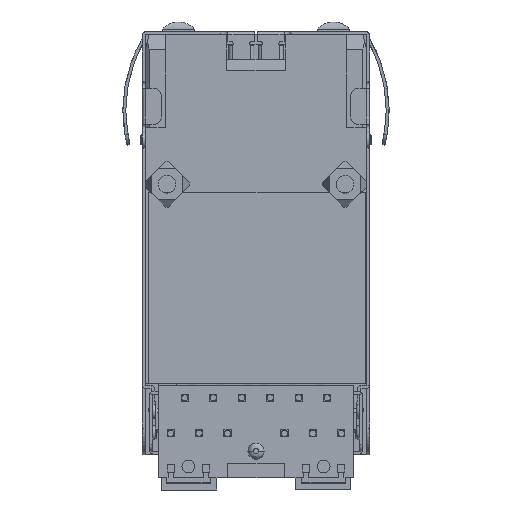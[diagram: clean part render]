
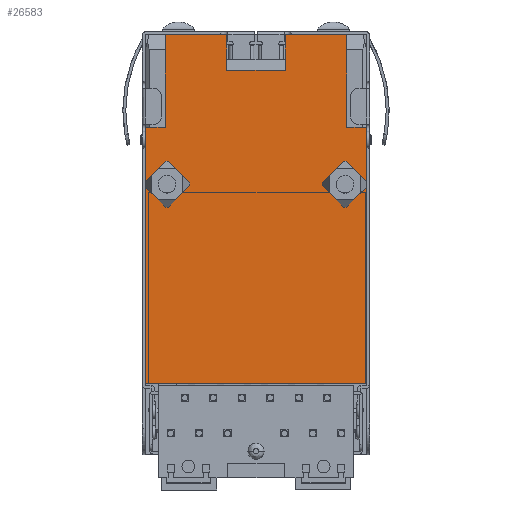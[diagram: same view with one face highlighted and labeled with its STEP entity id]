
A CAD part, front view. The second image highlights one B-rep face of the part: STEP entity #26583.
In plain terms, the highlighted planar face has unit normal (0, -1, 0).
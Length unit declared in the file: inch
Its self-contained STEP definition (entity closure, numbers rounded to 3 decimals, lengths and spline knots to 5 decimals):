
#273=LINE('',#36139,#2182);
#277=LINE('',#36190,#2186);
#279=LINE('',#36194,#2188);
#280=LINE('',#36202,#2189);
#282=LINE('',#36217,#2191);
#284=LINE('',#36221,#2193);
#285=LINE('',#36222,#2194);
#451=LINE('',#37756,#2360);
#452=LINE('',#37763,#2361);
#453=LINE('',#37774,#2362);
#456=LINE('',#37822,#2365);
#460=LINE('',#37837,#2369);
#462=LINE('',#37841,#2371);
#465=LINE('',#37878,#2374);
#468=LINE('',#37887,#2377);
#471=LINE('',#37898,#2380);
#472=LINE('',#37899,#2381);
#2182=VECTOR('',#30114,39.37008);
#2186=VECTOR('',#30134,39.37008);
#2188=VECTOR('',#30138,39.37008);
#2189=VECTOR('',#30143,39.37008);
#2191=VECTOR('',#30149,39.37008);
#2193=VECTOR('',#30153,39.37008);
#2194=VECTOR('',#30154,39.37008);
#2360=VECTOR('',#30744,39.37008);
#2361=VECTOR('',#30747,39.37008);
#2362=VECTOR('',#30750,39.37008);
#2365=VECTOR('',#30773,39.37008);
#2369=VECTOR('',#30783,39.37008);
#2371=VECTOR('',#30787,39.37008);
#2374=VECTOR('',#30796,39.37008);
#2377=VECTOR('',#30803,39.37008);
#2380=VECTOR('',#30810,39.37008);
#2381=VECTOR('',#30811,39.37008);
#4098=B_SPLINE_CURVE_WITH_KNOTS('',1,(#35899,#35900),.UNSPECIFIED.,.F.,
 .F.,(2,2),(0.,1.),.UNSPECIFIED.);
#4103=B_SPLINE_CURVE_WITH_KNOTS('',3,(#35918,#35919,#35920,#35921),
 .UNSPECIFIED.,.F.,.F.,(4,4),(0.,1.),.UNSPECIFIED.);
#4156=B_SPLINE_CURVE_WITH_KNOTS('',1,(#36147,#36148),.UNSPECIFIED.,.F.,
 .F.,(2,2),(0.,1.),.UNSPECIFIED.);
#4159=B_SPLINE_CURVE_WITH_KNOTS('',1,(#36157,#36158),.UNSPECIFIED.,.F.,
 .F.,(2,2),(0.,1.),.UNSPECIFIED.);
#4462=B_SPLINE_CURVE_WITH_KNOTS('',1,(#37655,#37656),.UNSPECIFIED.,.F.,
 .F.,(2,2),(0.,1.),.UNSPECIFIED.);
#4476=B_SPLINE_CURVE_WITH_KNOTS('',1,(#37728,#37729),.UNSPECIFIED.,.F.,
 .F.,(2,2),(0.,1.),.UNSPECIFIED.);
#4478=B_SPLINE_CURVE_WITH_KNOTS('',1,(#37737,#37738),.UNSPECIFIED.,.F.,
 .F.,(2,2),(0.,1.),.UNSPECIFIED.);
#4494=B_SPLINE_CURVE_WITH_KNOTS('',1,(#37804,#37805),.UNSPECIFIED.,.F.,
 .F.,(2,2),(0.,1.),.UNSPECIFIED.);
#4496=B_SPLINE_CURVE_WITH_KNOTS('',1,(#37812,#37813),.UNSPECIFIED.,.F.,
 .F.,(2,2),(0.,1.),.UNSPECIFIED.);
#4499=B_SPLINE_CURVE_WITH_KNOTS('',1,(#37823,#37824),.UNSPECIFIED.,.F.,
 .F.,(2,2),(0.,1.),.UNSPECIFIED.);
#4509=B_SPLINE_CURVE_WITH_KNOTS('',1,(#37884,#37885),.UNSPECIFIED.,.F.,
 .F.,(2,2),(0.,1.),.UNSPECIFIED.);
#7654=ORIENTED_EDGE('',*,*,#14789,.F.);
#7655=ORIENTED_EDGE('',*,*,#14770,.T.);
#7656=ORIENTED_EDGE('',*,*,#14768,.F.);
#7657=ORIENTED_EDGE('',*,*,#14763,.T.);
#7658=ORIENTED_EDGE('',*,*,#14756,.T.);
#7659=ORIENTED_EDGE('',*,*,#14759,.F.);
#7660=ORIENTED_EDGE('',*,*,#14729,.F.);
#7661=ORIENTED_EDGE('',*,*,#14733,.F.);
#7662=ORIENTED_EDGE('',*,*,#14739,.F.);
#7663=ORIENTED_EDGE('',*,*,#14742,.T.);
#7664=ORIENTED_EDGE('',*,*,#14746,.T.);
#7665=ORIENTED_EDGE('',*,*,#14762,.T.);
#7666=ORIENTED_EDGE('',*,*,#14705,.T.);
#7667=ORIENTED_EDGE('',*,*,#14214,.F.);
#7668=ORIENTED_EDGE('',*,*,#14206,.F.);
#7669=ORIENTED_EDGE('',*,*,#14211,.T.);
#7670=ORIENTED_EDGE('',*,*,#14201,.T.);
#7671=ORIENTED_EDGE('',*,*,#14203,.T.);
#7672=ORIENTED_EDGE('',*,*,#14182,.T.);
#7673=ORIENTED_EDGE('',*,*,#14185,.F.);
#7674=ORIENTED_EDGE('',*,*,#14188,.F.);
#7675=ORIENTED_EDGE('',*,*,#14213,.F.);
#7676=ORIENTED_EDGE('',*,*,#14107,.F.);
#7677=ORIENTED_EDGE('',*,*,#14113,.F.);
#7678=ORIENTED_EDGE('',*,*,#14790,.F.);
#7679=ORIENTED_EDGE('',*,*,#14785,.T.);
#7680=ORIENTED_EDGE('',*,*,#14784,.F.);
#7681=ORIENTED_EDGE('',*,*,#14781,.F.);
#14107=EDGE_CURVE('',#18576,#18577,#4098,.T.);
#14113=EDGE_CURVE('',#18580,#18576,#4103,.T.);
#14182=EDGE_CURVE('',#18638,#18637,#273,.T.);
#14185=EDGE_CURVE('',#18639,#18637,#4156,.T.);
#14188=EDGE_CURVE('',#18642,#18639,#4159,.T.);
#14201=EDGE_CURVE('',#18651,#18650,#277,.T.);
#14203=EDGE_CURVE('',#18650,#18638,#279,.F.);
#14206=EDGE_CURVE('',#18653,#18654,#280,.F.);
#14211=EDGE_CURVE('',#18653,#18651,#282,.F.);
#14213=EDGE_CURVE('',#18577,#18642,#284,.F.);
#14214=EDGE_CURVE('',#18654,#18657,#285,.F.);
#14705=EDGE_CURVE('',#18974,#18657,#4462,.T.);
#14729=EDGE_CURVE('',#18989,#18990,#4476,.T.);
#14733=EDGE_CURVE('',#18991,#18989,#4478,.T.);
#14739=EDGE_CURVE('',#18996,#18991,#451,.F.);
#14742=EDGE_CURVE('',#18996,#18997,#452,.F.);
#14746=EDGE_CURVE('',#18997,#19000,#453,.T.);
#14756=EDGE_CURVE('',#19008,#19007,#4494,.T.);
#14759=EDGE_CURVE('',#18990,#19007,#4496,.T.);
#14762=EDGE_CURVE('',#19000,#18974,#456,.T.);
#14763=EDGE_CURVE('',#19010,#19008,#4499,.T.);
#14768=EDGE_CURVE('',#19010,#19012,#460,.T.);
#14770=EDGE_CURVE('',#19013,#19012,#462,.T.);
#14781=EDGE_CURVE('',#19021,#19022,#465,.F.);
#14784=EDGE_CURVE('',#19022,#19023,#4509,.T.);
#14785=EDGE_CURVE('',#19024,#19023,#468,.T.);
#14789=EDGE_CURVE('',#19013,#19021,#471,.T.);
#14790=EDGE_CURVE('',#19024,#18580,#472,.T.);
#18576=VERTEX_POINT('',#35901);
#18577=VERTEX_POINT('',#35902);
#18580=VERTEX_POINT('',#35917);
#18637=VERTEX_POINT('',#36138);
#18638=VERTEX_POINT('',#36140);
#18639=VERTEX_POINT('',#36146);
#18642=VERTEX_POINT('',#36156);
#18650=VERTEX_POINT('',#36189);
#18651=VERTEX_POINT('',#36191);
#18653=VERTEX_POINT('',#36203);
#18654=VERTEX_POINT('',#36204);
#18657=VERTEX_POINT('',#36223);
#18974=VERTEX_POINT('',#37657);
#18989=VERTEX_POINT('',#37727);
#18990=VERTEX_POINT('',#37730);
#18991=VERTEX_POINT('',#37736);
#18996=VERTEX_POINT('',#37755);
#18997=VERTEX_POINT('',#37762);
#19000=VERTEX_POINT('',#37773);
#19007=VERTEX_POINT('',#37803);
#19008=VERTEX_POINT('',#37806);
#19010=VERTEX_POINT('',#37825);
#19012=VERTEX_POINT('',#37838);
#19013=VERTEX_POINT('',#37842);
#19021=VERTEX_POINT('',#37877);
#19022=VERTEX_POINT('',#37879);
#19023=VERTEX_POINT('',#37883);
#19024=VERTEX_POINT('',#37888);
#22320=EDGE_LOOP('',(#7654,#7655,#7656,#7657,#7658,#7659,#7660,#7661,#7662,
#7663,#7664,#7665,#7666,#7667,#7668,#7669,#7670,#7671,#7672,#7673,#7674,
#7675,#7676,#7677,#7678,#7679,#7680,#7681));
#23890=FACE_BOUND('',#22320,.T.);
#25417=PLANE('',#28377);
#26583=ADVANCED_FACE('',(#23890),#25417,.F.);
#28377=AXIS2_PLACEMENT_3D('',#37897,#30808,#30809);
#30114=DIRECTION('',(0.707,0.,0.707));
#30134=DIRECTION('',(-0.707,0.,0.707));
#30138=DIRECTION('',(0.,0.,-1.));
#30143=DIRECTION('',(-0.707,0.,-0.707));
#30149=DIRECTION('',(1.,0.,0.));
#30153=DIRECTION('',(0.,0.,1.));
#30154=DIRECTION('',(0.,0.,1.));
#30744=DIRECTION('',(-0.707,0.,-0.707));
#30747=DIRECTION('',(1.,0.,0.));
#30750=DIRECTION('',(-0.707,0.,0.707));
#30773=DIRECTION('',(0.,0.,-1.));
#30783=DIRECTION('',(1.,0.,0.));
#30787=DIRECTION('',(0.,0.,-1.));
#30796=DIRECTION('',(0.,0.,1.));
#30803=DIRECTION('',(0.,0.,-1.));
#30808=DIRECTION('',(0.,1.,0.));
#30809=DIRECTION('',(1.,0.,0.));
#30810=DIRECTION('',(1.,0.,0.));
#30811=DIRECTION('',(1.,0.,0.));
#35899=CARTESIAN_POINT('',(0.255,-0.039,-0.26));
#35900=CARTESIAN_POINT('',(0.31,-0.039,-0.26));
#35901=CARTESIAN_POINT('',(0.255,-0.039,-0.26));
#35902=CARTESIAN_POINT('',(0.31,-0.039,-0.26));
#35917=CARTESIAN_POINT('',(0.255,-0.039,0.));
#35918=CARTESIAN_POINT('',(0.255,-0.039,0.));
#35919=CARTESIAN_POINT('',(0.255,-0.039,-0.08667));
#35920=CARTESIAN_POINT('',(0.255,-0.039,-0.17333));
#35921=CARTESIAN_POINT('',(0.255,-0.039,-0.26));
#36138=CARTESIAN_POINT('',(0.24612,-0.039,-0.356));
#36139=CARTESIAN_POINT('',(0.186,-0.039,-0.41612));
#36140=CARTESIAN_POINT('',(0.186,-0.039,-0.41612));
#36146=CARTESIAN_POINT('',(0.25388,-0.039,-0.356));
#36147=CARTESIAN_POINT('',(0.25388,-0.039,-0.356));
#36148=CARTESIAN_POINT('',(0.24612,-0.039,-0.356));
#36156=CARTESIAN_POINT('',(0.31,-0.039,-0.41212));
#36157=CARTESIAN_POINT('',(0.31,-0.039,-0.41212));
#36158=CARTESIAN_POINT('',(0.25388,-0.039,-0.356));
#36189=CARTESIAN_POINT('',(0.186,-0.039,-0.42388));
#36190=CARTESIAN_POINT('',(0.24612,-0.039,-0.484));
#36191=CARTESIAN_POINT('',(0.24612,-0.039,-0.484));
#36194=CARTESIAN_POINT('',(0.186,-0.039,-0.4905));
#36202=CARTESIAN_POINT('',(0.28194,-0.039,-0.45594));
#36203=CARTESIAN_POINT('',(0.25388,-0.039,-0.484));
#36204=CARTESIAN_POINT('',(0.31,-0.039,-0.42788));
#36217=CARTESIAN_POINT('',(0.,-0.039,-0.484));
#36221=CARTESIAN_POINT('',(0.31,-0.039,-0.5105));
#36222=CARTESIAN_POINT('',(0.31,-0.039,-0.5105));
#36223=CARTESIAN_POINT('',(0.31,-0.039,-0.981));
#37655=CARTESIAN_POINT('',(-0.31,-0.039,-0.981));
#37656=CARTESIAN_POINT('',(0.31,-0.039,-0.981));
#37657=CARTESIAN_POINT('',(-0.31,-0.039,-0.981));
#37727=CARTESIAN_POINT('',(-0.186,-0.039,-0.41612));
#37728=CARTESIAN_POINT('',(-0.186,-0.039,-0.41612));
#37729=CARTESIAN_POINT('',(-0.24612,-0.039,-0.356));
#37730=CARTESIAN_POINT('',(-0.24612,-0.039,-0.356));
#37736=CARTESIAN_POINT('',(-0.186,-0.039,-0.42388));
#37737=CARTESIAN_POINT('',(-0.186,-0.039,-0.42388));
#37738=CARTESIAN_POINT('',(-0.186,-0.039,-0.41612));
#37755=CARTESIAN_POINT('',(-0.24612,-0.039,-0.484));
#37756=CARTESIAN_POINT('',(-0.21606,-0.039,-0.45394));
#37762=CARTESIAN_POINT('',(-0.25388,-0.039,-0.484));
#37763=CARTESIAN_POINT('',(0.,-0.039,-0.484));
#37773=CARTESIAN_POINT('',(-0.31,-0.039,-0.42788));
#37774=CARTESIAN_POINT('',(-0.25388,-0.039,-0.484));
#37803=CARTESIAN_POINT('',(-0.25388,-0.039,-0.356));
#37804=CARTESIAN_POINT('',(-0.31,-0.039,-0.41212));
#37805=CARTESIAN_POINT('',(-0.25388,-0.039,-0.356));
#37806=CARTESIAN_POINT('',(-0.31,-0.039,-0.41212));
#37812=CARTESIAN_POINT('',(-0.24612,-0.039,-0.356));
#37813=CARTESIAN_POINT('',(-0.25388,-0.039,-0.356));
#37822=CARTESIAN_POINT('',(-0.31,-0.039,-0.4905));
#37823=CARTESIAN_POINT('',(-0.31,-0.039,-0.26));
#37824=CARTESIAN_POINT('',(-0.31,-0.039,-0.41212));
#37825=CARTESIAN_POINT('',(-0.31,-0.039,-0.26));
#37837=CARTESIAN_POINT('',(-0.2825,-0.039,-0.26));
#37838=CARTESIAN_POINT('',(-0.255,-0.039,-0.26));
#37841=CARTESIAN_POINT('',(-0.255,-0.039,-0.4905));
#37842=CARTESIAN_POINT('',(-0.255,-0.039,0.));
#37877=CARTESIAN_POINT('',(-0.082,-0.039,0.));
#37878=CARTESIAN_POINT('',(-0.082,-0.039,-0.05));
#37879=CARTESIAN_POINT('',(-0.082,-0.039,-0.1));
#37883=CARTESIAN_POINT('',(0.082,-0.039,-0.1));
#37884=CARTESIAN_POINT('',(-0.082,-0.039,-0.1));
#37885=CARTESIAN_POINT('',(0.082,-0.039,-0.1));
#37887=CARTESIAN_POINT('',(0.082,-0.039,-0.4905));
#37888=CARTESIAN_POINT('',(0.082,-0.039,0.));
#37897=CARTESIAN_POINT('',(0.,-0.039,-0.4905));
#37898=CARTESIAN_POINT('',(0.,-0.039,0.));
#37899=CARTESIAN_POINT('',(0.,-0.039,0.));
